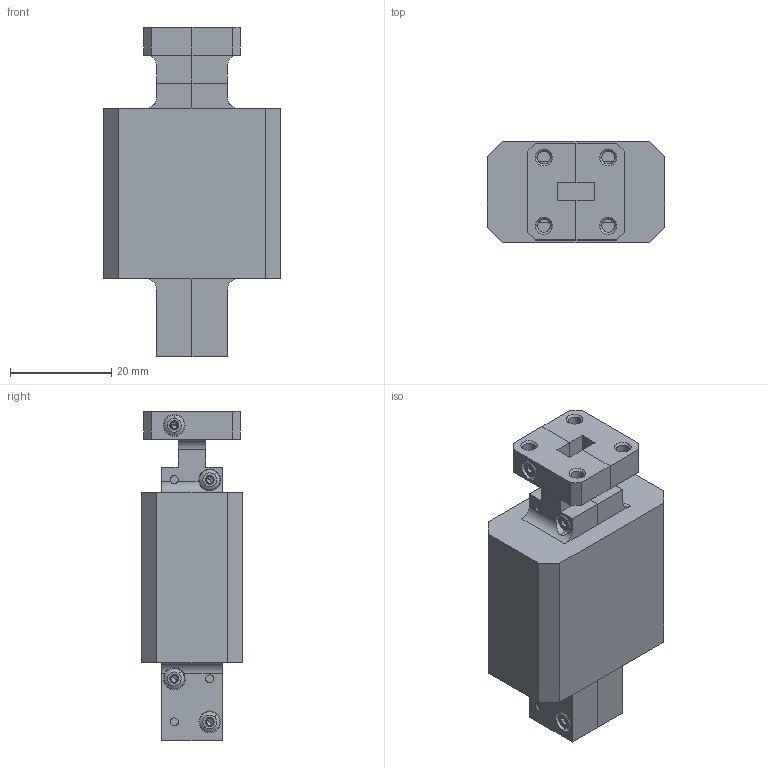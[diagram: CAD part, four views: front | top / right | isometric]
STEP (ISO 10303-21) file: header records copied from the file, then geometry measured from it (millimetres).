
FILE_DESCRIPTION (( 'STEP AP203' ), '1' );
FILE_NAME ('006860.STEP', '2021-09-20T15:03:31', ( '' ), ( '' ), 'SwSTEP 2.0', 'SolidWorks 2019', '' );
FILE_SCHEMA (( 'CONFIG_CONTROL_DESIGN' ));
Length unit declared in the file: millimetre
Products named in the file (1): 006860
Bounding box: 35 x 20 x 65 mm (x, y, z)
Surface area: 8921.8 mm2 (no closed solid volume)
Topology: 0 solids, 19 shells, 284 faces, 706 edges, 424 vertices
Faces by surface type: plane 170, cylinder 58, cone 24, sphere 16, bspline 16
Entity records: 8769 total; most frequent: CARTESIAN_POINT 2195, DIRECTION 1388, ORIENTED_EDGE 1264, EDGE_CURVE 690, AXIS2_PLACEMENT_3D 553, VERTEX_POINT 424, EDGE_LOOP 308, CIRCLE 284
